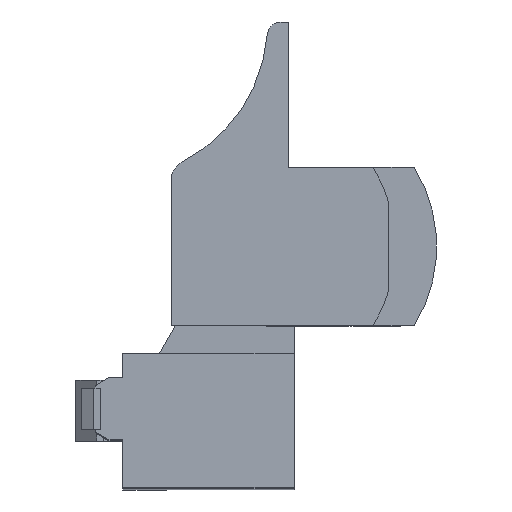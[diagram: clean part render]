
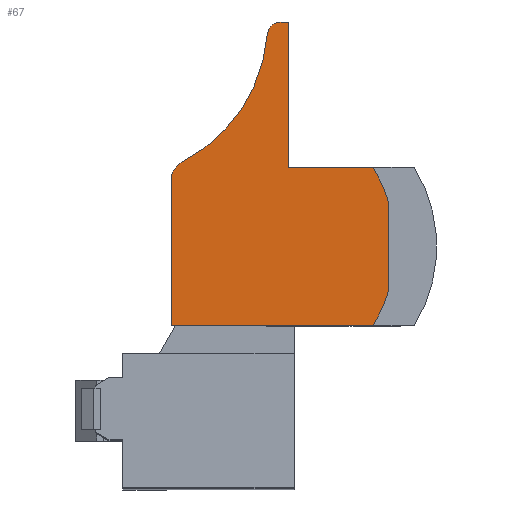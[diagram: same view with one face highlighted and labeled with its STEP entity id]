
A CAD part, top view. The second image highlights one B-rep face of the part: STEP entity #67.
In plain terms, the highlighted planar face has unit normal (0, 0, 1).
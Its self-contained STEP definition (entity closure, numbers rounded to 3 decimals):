
#45=CIRCLE('',#2715,1.);
#46=CIRCLE('',#2716,11.375);
#47=CIRCLE('',#2717,1.5);
#48=CIRCLE('',#2718,11.);
#49=CIRCLE('',#2719,11.);
#67=ADVANCED_FACE('',(#324),#201,.F.);
#201=PLANE('',#2720);
#324=FACE_OUTER_BOUND('',#457,.T.);
#457=EDGE_LOOP('',(#607,#608,#609,#610,#611,#612,#613,#614,#615,#616,#617));
#607=ORIENTED_EDGE('',*,*,#1601,.T.);
#608=ORIENTED_EDGE('',*,*,#1602,.T.);
#609=ORIENTED_EDGE('',*,*,#1603,.T.);
#610=ORIENTED_EDGE('',*,*,#1604,.T.);
#611=ORIENTED_EDGE('',*,*,#1605,.T.);
#612=ORIENTED_EDGE('',*,*,#1606,.T.);
#613=ORIENTED_EDGE('',*,*,#1607,.T.);
#614=ORIENTED_EDGE('',*,*,#1608,.F.);
#615=ORIENTED_EDGE('',*,*,#1609,.T.);
#616=ORIENTED_EDGE('',*,*,#1589,.F.);
#617=ORIENTED_EDGE('',*,*,#1610,.T.);
#1345=VERTEX_POINT('',#3562);
#1346=VERTEX_POINT('',#3564);
#1357=VERTEX_POINT('',#3591);
#1358=VERTEX_POINT('',#3592);
#1359=VERTEX_POINT('',#3594);
#1360=VERTEX_POINT('',#3596);
#1361=VERTEX_POINT('',#3598);
#1362=VERTEX_POINT('',#3600);
#1363=VERTEX_POINT('',#3602);
#1364=VERTEX_POINT('',#3604);
#1365=VERTEX_POINT('',#3606);
#1589=EDGE_CURVE('',#1345,#1346,#1964,.T.);
#1601=EDGE_CURVE('',#1357,#1358,#1975,.T.);
#1602=EDGE_CURVE('',#1358,#1359,#45,.T.);
#1603=EDGE_CURVE('',#1359,#1360,#46,.T.);
#1604=EDGE_CURVE('',#1360,#1361,#47,.T.);
#1605=EDGE_CURVE('',#1361,#1362,#1976,.T.);
#1606=EDGE_CURVE('',#1362,#1363,#1977,.T.);
#1607=EDGE_CURVE('',#1363,#1364,#48,.T.);
#1608=EDGE_CURVE('',#1365,#1364,#1978,.T.);
#1609=EDGE_CURVE('',#1365,#1346,#49,.T.);
#1610=EDGE_CURVE('',#1345,#1357,#1979,.T.);
#1964=LINE('',#3563,#2316);
#1975=LINE('',#3590,#2327);
#1976=LINE('',#3599,#2328);
#1977=LINE('',#3601,#2329);
#1978=LINE('',#3605,#2330);
#1979=LINE('',#3608,#2331);
#2316=VECTOR('',#2889,1.);
#2327=VECTOR('',#2902,1.);
#2328=VECTOR('',#2909,1.);
#2329=VECTOR('',#2910,1.);
#2330=VECTOR('',#2913,1.);
#2331=VECTOR('',#2916,1.);
#2715=AXIS2_PLACEMENT_3D('',#3593,#2903,#2904);
#2716=AXIS2_PLACEMENT_3D('',#3595,#2905,#2906);
#2717=AXIS2_PLACEMENT_3D('',#3597,#2907,#2908);
#2718=AXIS2_PLACEMENT_3D('',#3603,#2911,#2912);
#2719=AXIS2_PLACEMENT_3D('',#3607,#2914,#2915);
#2720=AXIS2_PLACEMENT_3D('',#3609,#2917,#2918);
#2889=DIRECTION('',(1.,0.,0.));
#2902=DIRECTION('',(-1.,0.,0.));
#2903=DIRECTION('',(0.,0.,1.));
#2904=DIRECTION('',(-1.,0.,0.));
#2905=DIRECTION('',(0.,0.,-1.));
#2906=DIRECTION('',(1.,0.,0.));
#2907=DIRECTION('',(0.,0.,1.));
#2908=DIRECTION('',(-1.,0.,0.));
#2909=DIRECTION('',(0.,-1.,0.));
#2910=DIRECTION('',(1.,0.,0.));
#2911=DIRECTION('',(0.,0.,1.));
#2912=DIRECTION('',(0.,-1.,0.));
#2913=DIRECTION('',(0.,-1.,0.));
#2914=DIRECTION('',(0.,0.,1.));
#2915=DIRECTION('',(0.,-1.,0.));
#2916=DIRECTION('',(0.,1.,0.));
#2917=DIRECTION('',(0.,0.,-1.));
#2918=DIRECTION('',(-1.,0.,0.));
#3562=CARTESIAN_POINT('',(15.4,23.2,106.));
#3563=CARTESIAN_POINT('',(19.473,23.2,106.));
#3564=CARTESIAN_POINT('',(21.5,23.2,106.));
#3590=CARTESIAN_POINT('',(15.4,33.7,106.));
#3591=CARTESIAN_POINT('',(15.4,33.7,106.));
#3592=CARTESIAN_POINT('',(14.86,33.7,106.));
#3593=CARTESIAN_POINT('',(14.86,32.7,106.));
#3594=CARTESIAN_POINT('',(13.863,32.781,106.));
#3595=CARTESIAN_POINT('',(2.525,33.7,106.));
#3596=CARTESIAN_POINT('',(7.716,23.578,106.));
#3597=CARTESIAN_POINT('',(8.4,22.244,106.));
#3598=CARTESIAN_POINT('',(6.9,22.244,106.));
#3599=CARTESIAN_POINT('',(6.9,23.2,106.));
#3600=CARTESIAN_POINT('',(6.9,11.7,106.));
#3601=CARTESIAN_POINT('',(19.473,11.7,106.));
#3602=CARTESIAN_POINT('',(21.5,11.7,106.));
#3603=CARTESIAN_POINT('',(12.123,17.45,106.));
#3604=CARTESIAN_POINT('',(22.623,14.171,106.));
#3605=CARTESIAN_POINT('',(22.623,20.729,106.));
#3606=CARTESIAN_POINT('',(22.623,20.729,106.));
#3607=CARTESIAN_POINT('',(12.123,17.45,106.));
#3608=CARTESIAN_POINT('',(15.4,23.2,106.));
#3609=CARTESIAN_POINT('',(19.473,23.2,106.));
